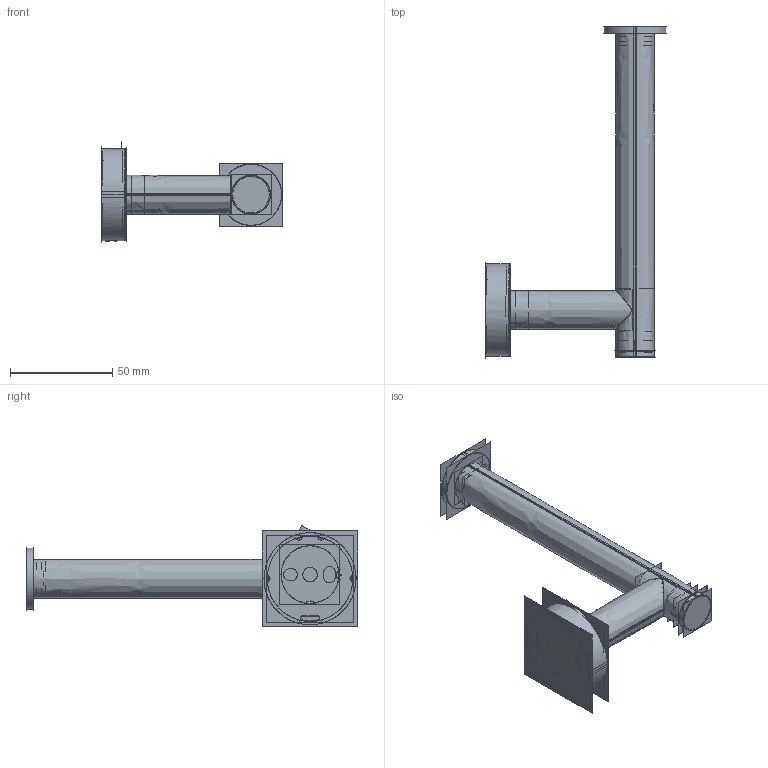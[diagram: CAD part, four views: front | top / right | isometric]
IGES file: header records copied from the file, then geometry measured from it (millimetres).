
Start section:  PTC IGES file: as20182-20-00_asm.igs
Global section: file name: as20182-20-00_asm.igs; native system: Creo Parametric by PTC Inc.; preprocessor: 2018420; author: xuzhenhai; organization: Unknown; date: 20191224.101827; units: millimetre
Bounding box: 88.72 x 162.12 x 49.46 mm (x, y, z)
Surface area: 661203.4 mm2 (no closed solid volume)
Topology: 0 solids, 0 shells, 3300 faces, 29069 edges, 42864 vertices
Faces by surface type: bspline 3300
